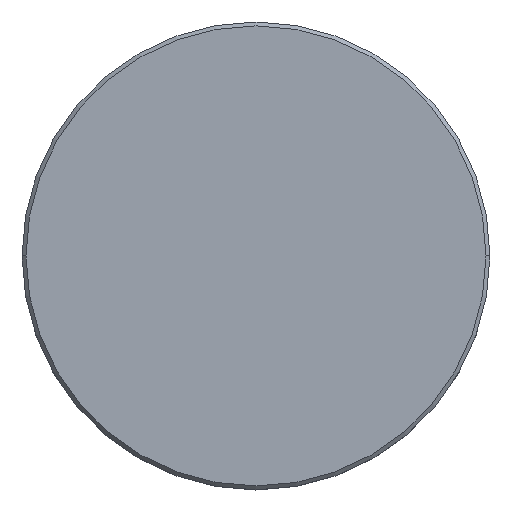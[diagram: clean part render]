
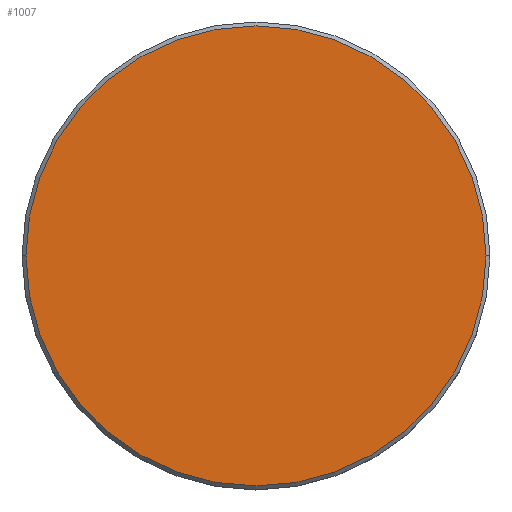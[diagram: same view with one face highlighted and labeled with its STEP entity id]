
A CAD part, top view. The second image highlights one B-rep face of the part: STEP entity #1007.
In plain terms, the highlighted planar face has unit normal (0, 0, 1).
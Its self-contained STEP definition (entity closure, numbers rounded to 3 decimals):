
#94 = DIRECTION ( 'NONE',  ( 0., 0., 1. ) ) ;
#99 = DIRECTION ( 'NONE',  ( 1., 0., 0. ) ) ;
#116 = DIRECTION ( 'NONE',  ( 1., 0., 0. ) ) ;
#213 = ORIENTED_EDGE ( 'NONE', *, *, #590, .T. ) ;
#238 = VERTEX_POINT ( 'NONE', #913 ) ;
#242 = EDGE_CURVE ( 'NONE', #1056, #238, #919, .T. ) ;
#307 = AXIS2_PLACEMENT_3D ( 'NONE', #487, #759, #1023 ) ;
#424 = EDGE_LOOP ( 'NONE', ( #213, #512 ) ) ;
#433 = CARTESIAN_POINT ( 'NONE',  ( 0., 0., 0. ) ) ;
#482 = AXIS2_PLACEMENT_3D ( 'NONE', #908, #94, #99 ) ;
#487 = CARTESIAN_POINT ( 'NONE',  ( 0., 0., 0. ) ) ;
#512 = ORIENTED_EDGE ( 'NONE', *, *, #242, .T. ) ;
#520 = FACE_OUTER_BOUND ( 'NONE', #424, .T. ) ;
#590 = EDGE_CURVE ( 'NONE', #238, #1056, #940, .T. ) ;
#759 = DIRECTION ( 'NONE',  ( 0., 0., 1. ) ) ;
#834 = CARTESIAN_POINT ( 'NONE',  ( 29.5, 0., 0. ) ) ;
#887 = PLANE ( 'NONE',  #905 ) ;
#905 = AXIS2_PLACEMENT_3D ( 'NONE', #433, #1098, #116 ) ;
#908 = CARTESIAN_POINT ( 'NONE',  ( 0., 0., 0. ) ) ;
#913 = CARTESIAN_POINT ( 'NONE',  ( -29.5, 0., 0. ) ) ;
#919 = CIRCLE ( 'NONE', #482, 29.5 ) ;
#940 = CIRCLE ( 'NONE', #307, 29.5 ) ;
#1007 = ADVANCED_FACE ( 'NONE', ( #520 ), #887, .T. ) ;
#1023 = DIRECTION ( 'NONE',  ( 1., 0., 0. ) ) ;
#1056 = VERTEX_POINT ( 'NONE', #834 ) ;
#1098 = DIRECTION ( 'NONE',  ( 0., 0., 1. ) ) ;
